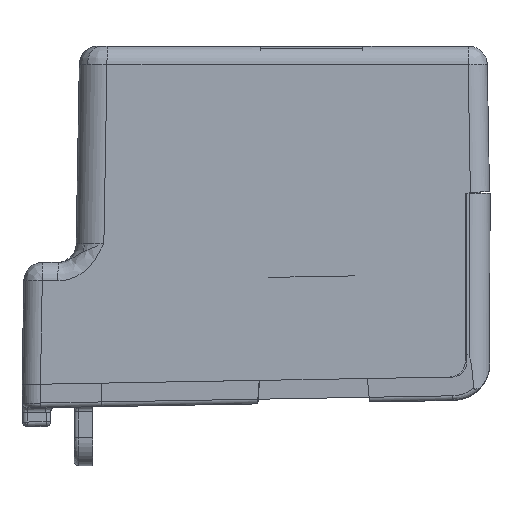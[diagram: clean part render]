
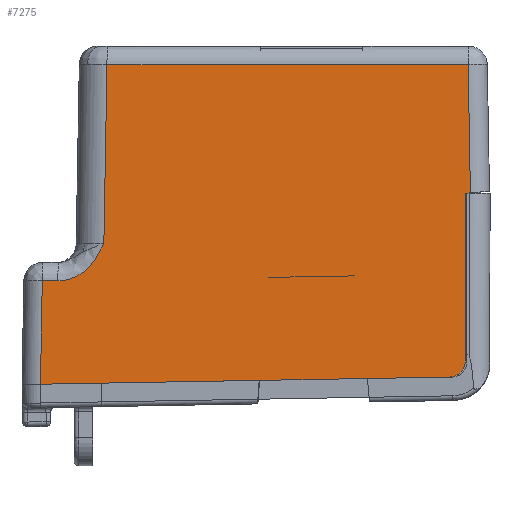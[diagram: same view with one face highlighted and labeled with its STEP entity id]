
A CAD part, left-side view. The second image highlights one B-rep face of the part: STEP entity #7275.
In plain terms, the highlighted planar face has unit normal (-1, 0.017, 0.018).
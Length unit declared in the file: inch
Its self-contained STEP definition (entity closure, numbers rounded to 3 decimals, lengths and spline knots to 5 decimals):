
#411 = DIRECTION ( 'NONE',  ( -1., 0.017, 0.017 ) ) ;
#644 = VERTEX_POINT ( 'NONE', #2354 ) ;
#758 = CARTESIAN_POINT ( 'NONE',  ( -1.81708, 0.82799, -0.07737 ) ) ;
#835 = DIRECTION ( 'NONE',  ( -0.017, 0.017, -1. ) ) ;
#1097 = CARTESIAN_POINT ( 'NONE',  ( -1.83559, 1.10657, -1.41597 ) ) ;
#1289 = CARTESIAN_POINT ( 'NONE',  ( -1.83041, 0.87256, -0.88529 ) ) ;
#1347 = CARTESIAN_POINT ( 'NONE',  ( -1.83056, 0.90798, -0.92937 ) ) ;
#1356 = AXIS2_PLACEMENT_3D ( 'NONE', #4641, #411, #8558 ) ;
#1702 = LINE ( 'NONE', #10213, #11448 ) ;
#1749 = CARTESIAN_POINT ( 'NONE',  ( -1.83056, 0.91399, -0.93501 ) ) ;
#1915 = VERTEX_POINT ( 'NONE', #15967 ) ;
#1943 = FACE_OUTER_BOUND ( 'NONE', #13950, .T. ) ;
#1976 = LINE ( 'NONE', #14675, #7881 ) ;
#2319 = DIRECTION ( 'NONE',  ( -0.017, 0.017, -1. ) ) ;
#2354 = CARTESIAN_POINT ( 'NONE',  ( -1.86494, -0.67347, -1.3172 ) ) ;
#2368 = CARTESIAN_POINT ( 'NONE',  ( -1.83046, 0.96728, -0.9829 ) ) ;
#2631 =( BOUNDED_CURVE ( )  B_SPLINE_CURVE ( 3, ( #2977, #8513, #15264, #15209 ),
 .UNSPECIFIED., .F., .F. ) 
 B_SPLINE_CURVE_WITH_KNOTS ( ( 4, 4 ),
 ( 5.51532, 7.06866 ),
 .UNSPECIFIED. ) 
 CURVE ( )  GEOMETRIC_REPRESENTATION_ITEM ( )  RATIONAL_B_SPLINE_CURVE ( ( 1., 0.809, 0.809, 1. ) ) 
 REPRESENTATION_ITEM ( '' )  );
#2641 = CARTESIAN_POINT ( 'NONE',  ( -1.83054, 0.88913, -0.90905 ) ) ;
#2694 = CARTESIAN_POINT ( 'NONE',  ( -1.83056, 0.91263, -0.93377 ) ) ;
#2815 = CARTESIAN_POINT ( 'NONE',  ( -1.8304, 0.87158, -0.88377 ) ) ;
#2876 = CARTESIAN_POINT ( 'NONE',  ( -1.83015, 0.85247, -0.85045 ) ) ;
#2924 = CARTESIAN_POINT ( 'NONE',  ( -1.84349, -0.68474, -0.07737 ) ) ;
#2977 = CARTESIAN_POINT ( 'NONE',  ( -1.86496, -0.60578, -1.38608 ) ) ;
#3047 = CARTESIAN_POINT ( 'NONE',  ( -1.83021, 0.96827, -0.96977 ) ) ;
#3218 = VERTEX_POINT ( 'NONE', #12872 ) ;
#3343 = VERTEX_POINT ( 'NONE', #758 ) ;
#3503 = ORIENTED_EDGE ( 'NONE', *, *, #4111, .T. ) ;
#3846 = DIRECTION ( 'NONE',  ( -0.017, -1., 0. ) ) ;
#3918 = EDGE_CURVE ( 'NONE', #3218, #1915, #15382, .T. ) ;
#3934 = ORIENTED_EDGE ( 'NONE', *, *, #13438, .F. ) ;
#3994 = CARTESIAN_POINT ( 'NONE',  ( -1.83036, 0.86802, -0.8781 ) ) ;
#4111 = EDGE_CURVE ( 'NONE', #1915, #644, #2631, .T. ) ;
#4225 = CARTESIAN_POINT ( 'NONE',  ( -1.83025, 0.85899, -0.86262 ) ) ;
#4323 = B_SPLINE_CURVE_WITH_KNOTS ( 'NONE', 3,
 ( #16251, #15106, #8230, #2876, #17639, #10925, #9435, #6935, #8172, #12386, #4225, #9381, #3994, #9555, #2815, #16484, #17585, #1289, #10759, #2641, #12157, #1347, #10817, #2694, #12215, #1749, #12497, #4501, #4335, #7000, #7234, #5818, #3047, #4383, #15284, #15350 ),
 .UNSPECIFIED., .F., .F.,
 ( 4, 1, 1, 1, 1, 1, 2, 2, 1, 1, 1, 1, 2, 2, 1, 1, 1, 1, 2, 2, 1, 1, 1, 2, 2, 4 ),
 ( 0., 0.0625, 0.09375, 0.10937, 0.11719, 0.12109, 0.12305, 0.125, 0.1875, 0.21875, 0.23437, 0.24219, 0.24609, 0.25, 0.375, 0.4375, 0.46875, 0.48437, 0.49219, 0.5, 0.625, 0.6875, 0.71875, 0.73437, 0.75, 1. ),
 .UNSPECIFIED. ) ;
#4335 = CARTESIAN_POINT ( 'NONE',  ( -1.83036, 0.95249, -0.96245 ) ) ;
#4339 = EDGE_CURVE ( 'NONE', #8062, #3218, #8676, .T. ) ;
#4383 = CARTESIAN_POINT ( 'NONE',  ( -1.82999, 0.99024, -0.9787 ) ) ;
#4435 = VECTOR ( 'NONE', #16661, 39.37008 ) ;
#4501 = CARTESIAN_POINT ( 'NONE',  ( -1.83048, 0.9361, -0.95307 ) ) ;
#4529 = PLANE ( 'NONE',  #1356 ) ;
#4641 = CARTESIAN_POINT ( 'NONE',  ( -1.83804, 0.96741, -1.41732 ) ) ;
#4790 = EDGE_CURVE ( 'NONE', #644, #10234, #1702, .T. ) ;
#5039 = VERTEX_POINT ( 'NONE', #5432 ) ;
#5042 = CARTESIAN_POINT ( 'NONE',  ( -1.82996, 0.84109, -0.82817 ) ) ;
#5075 = VECTOR ( 'NONE', #835, 39.37008 ) ;
#5432 = CARTESIAN_POINT ( 'NONE',  ( -1.85303, -0.69411, -0.61432 ) ) ;
#5612 = DIRECTION ( 'NONE',  ( -0.016, -0.996, 0.087 ) ) ;
#5818 = CARTESIAN_POINT ( 'NONE',  ( -1.83023, 0.96708, -0.96927 ) ) ;
#6648 = EDGE_CURVE ( 'NONE', #3343, #12255, #1976, .T. ) ;
#6914 = DIRECTION ( 'NONE',  ( 0.018, 0.017, 1. ) ) ;
#6935 = CARTESIAN_POINT ( 'NONE',  ( -1.83021, 0.85589, -0.85688 ) ) ;
#7000 = CARTESIAN_POINT ( 'NONE',  ( -1.83029, 0.96094, -0.96657 ) ) ;
#7234 = CARTESIAN_POINT ( 'NONE',  ( -1.83025, 0.96462, -0.96821 ) ) ;
#7275 = ADVANCED_FACE ( 'NONE', ( #1943 ), #4529, .T. ) ;
#7543 = VERTEX_POINT ( 'NONE', #14655 ) ;
#7706 = DIRECTION ( 'NONE',  ( 0.017, 0., 1. ) ) ;
#7881 = VECTOR ( 'NONE', #2319, 39.37008 ) ;
#8062 = VERTEX_POINT ( 'NONE', #13904 ) ;
#8172 = CARTESIAN_POINT ( 'NONE',  ( -1.83021, 0.85601, -0.85711 ) ) ;
#8230 = CARTESIAN_POINT ( 'NONE',  ( -1.83009, 0.84832, -0.84249 ) ) ;
#8513 = CARTESIAN_POINT ( 'NONE',  ( -1.86564, -0.64558, -1.38539 ) ) ;
#8553 = ORIENTED_EDGE ( 'NONE', *, *, #4339, .T. ) ;
#8558 = DIRECTION ( 'NONE',  ( -0.017, 0., -1. ) ) ;
#8676 = LINE ( 'NONE', #13021, #5075 ) ;
#8852 = ORIENTED_EDGE ( 'NONE', *, *, #6648, .T. ) ;
#8979 = EDGE_CURVE ( 'NONE', #12255, #7543, #4323, .T. ) ;
#9381 = CARTESIAN_POINT ( 'NONE',  ( -1.83031, 0.86321, -0.87011 ) ) ;
#9435 = CARTESIAN_POINT ( 'NONE',  ( -1.8302, 0.8557, -0.85653 ) ) ;
#9555 = CARTESIAN_POINT ( 'NONE',  ( -1.83039, 0.8704, -0.88191 ) ) ;
#9784 = EDGE_CURVE ( 'NONE', #10234, #5039, #16990, .T. ) ;
#10213 = CARTESIAN_POINT ( 'NONE',  ( -1.86668, -0.67347, -1.41682 ) ) ;
#10234 = VERTEX_POINT ( 'NONE', #16267 ) ;
#10589 = LINE ( 'NONE', #2368, #13174 ) ;
#10647 = EDGE_CURVE ( 'NONE', #5039, #14980, #15134, .T. ) ;
#10759 = CARTESIAN_POINT ( 'NONE',  ( -1.83047, 0.87913, -0.89544 ) ) ;
#10817 = CARTESIAN_POINT ( 'NONE',  ( -1.83056, 0.91123, -0.93247 ) ) ;
#10925 = CARTESIAN_POINT ( 'NONE',  ( -1.8302, 0.85526, -0.85572 ) ) ;
#11142 = CARTESIAN_POINT ( 'NONE',  ( -1.8527, -0.67347, -0.61612 ) ) ;
#11448 = VECTOR ( 'NONE', #7706, 39.37008 ) ;
#12157 = CARTESIAN_POINT ( 'NONE',  ( -1.83056, 0.90157, -0.92293 ) ) ;
#12215 = CARTESIAN_POINT ( 'NONE',  ( -1.83056, 0.91357, -0.93463 ) ) ;
#12255 = VERTEX_POINT ( 'NONE', #5042 ) ;
#12386 = CARTESIAN_POINT ( 'NONE',  ( -1.83021, 0.85605, -0.85717 ) ) ;
#12497 = CARTESIAN_POINT ( 'NONE',  ( -1.83054, 0.92291, -0.94305 ) ) ;
#12872 = CARTESIAN_POINT ( 'NONE',  ( -1.83559, 1.10657, -1.41597 ) ) ;
#13021 = CARTESIAN_POINT ( 'NONE',  ( -1.82816, 1.09901, -0.9829 ) ) ;
#13174 = VECTOR ( 'NONE', #3846, 39.37008 ) ;
#13402 = LINE ( 'NONE', #16536, #4435 ) ;
#13437 = VECTOR ( 'NONE', #6914, 39.37008 ) ;
#13438 = EDGE_CURVE ( 'NONE', #3343, #14980, #13402, .T. ) ;
#13440 = DIRECTION ( 'NONE',  ( -0.017, -1., 0.017 ) ) ;
#13539 = CARTESIAN_POINT ( 'NONE',  ( -1.85303, -0.69411, -0.61432 ) ) ;
#13890 = VECTOR ( 'NONE', #5612, 39.37008 ) ;
#13904 = CARTESIAN_POINT ( 'NONE',  ( -1.82816, 1.09901, -0.9829 ) ) ;
#13950 = EDGE_LOOP ( 'NONE', ( #17093, #3934, #8852, #15990, #16295, #8553, #14366, #3503, #17096, #16123 ) ) ;
#14334 = EDGE_CURVE ( 'NONE', #8062, #7543, #10589, .T. ) ;
#14366 = ORIENTED_EDGE ( 'NONE', *, *, #3918, .T. ) ;
#14655 = CARTESIAN_POINT ( 'NONE',  ( -1.82931, 1.03338, -0.9829 ) ) ;
#14675 = CARTESIAN_POINT ( 'NONE',  ( -1.81708, 0.82799, -0.07737 ) ) ;
#14944 = VECTOR ( 'NONE', #13440, 39.37008 ) ;
#14980 = VERTEX_POINT ( 'NONE', #2924 ) ;
#15106 = CARTESIAN_POINT ( 'NONE',  ( -1.83002, 0.84415, -0.83427 ) ) ;
#15134 = LINE ( 'NONE', #13539, #13437 ) ;
#15209 = CARTESIAN_POINT ( 'NONE',  ( -1.86494, -0.67347, -1.3172 ) ) ;
#15264 = CARTESIAN_POINT ( 'NONE',  ( -1.86563, -0.67347, -1.357 ) ) ;
#15284 = CARTESIAN_POINT ( 'NONE',  ( -1.82969, 1.01152, -0.9829 ) ) ;
#15350 = CARTESIAN_POINT ( 'NONE',  ( -1.82931, 1.03338, -0.9829 ) ) ;
#15382 = LINE ( 'NONE', #1097, #14944 ) ;
#15967 = CARTESIAN_POINT ( 'NONE',  ( -1.86496, -0.60578, -1.38608 ) ) ;
#15990 = ORIENTED_EDGE ( 'NONE', *, *, #8979, .T. ) ;
#16123 = ORIENTED_EDGE ( 'NONE', *, *, #9784, .T. ) ;
#16251 = CARTESIAN_POINT ( 'NONE',  ( -1.82996, 0.84109, -0.82817 ) ) ;
#16267 = CARTESIAN_POINT ( 'NONE',  ( -1.8527, -0.67347, -0.61612 ) ) ;
#16295 = ORIENTED_EDGE ( 'NONE', *, *, #14334, .F. ) ;
#16484 = CARTESIAN_POINT ( 'NONE',  ( -1.83041, 0.87209, -0.88456 ) ) ;
#16536 = CARTESIAN_POINT ( 'NONE',  ( -1.81698, 0.83407, -0.07737 ) ) ;
#16661 = DIRECTION ( 'NONE',  ( -0.017, -1., 0. ) ) ;
#16990 = LINE ( 'NONE', #11142, #13890 ) ;
#17093 = ORIENTED_EDGE ( 'NONE', *, *, #10647, .T. ) ;
#17096 = ORIENTED_EDGE ( 'NONE', *, *, #4790, .T. ) ;
#17585 = CARTESIAN_POINT ( 'NONE',  ( -1.83041, 0.87242, -0.88508 ) ) ;
#17639 = CARTESIAN_POINT ( 'NONE',  ( -1.83018, 0.85436, -0.85403 ) ) ;
